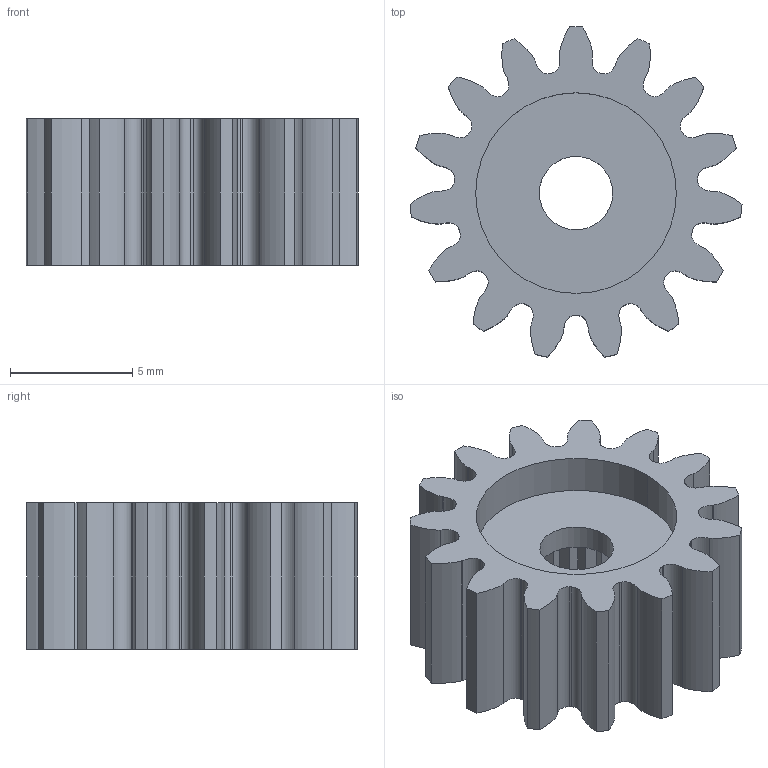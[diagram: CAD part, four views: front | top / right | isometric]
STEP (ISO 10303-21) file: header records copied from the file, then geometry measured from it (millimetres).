
FILE_DESCRIPTION (( 'STEP AP203' ), '1' );
FILE_NAME ('2305-0024-0015.STEP', '2017-04-27T18:37:10', ( '' ), ( '' ), 'SwSTEP 2.0', 'SolidWorks 2016', '' );
FILE_SCHEMA (( 'CONFIG_CONTROL_DESIGN' ));
Length unit declared in the file: millimetre
Products named in the file (1): 2305-0024-0015
Bounding box: 13.57 x 13.5 x 6 mm (x, y, z)
Volume: 487.9 mm3; surface area: 793.6 mm2
Topology: 1 solids, 1 shells, 179 faces, 522 edges, 348 vertices
Faces by surface type: plane 83, bspline 60, cylinder 36
Entity records: 7989 total; most frequent: CARTESIAN_POINT 3510, ORIENTED_EDGE 1044, DIRECTION 714, EDGE_CURVE 522, VERTEX_POINT 348, VECTOR 330, LINE 330, AXIS2_PLACEMENT_3D 192
